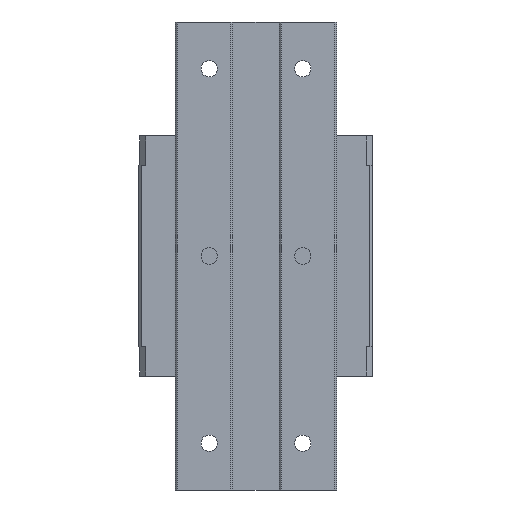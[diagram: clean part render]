
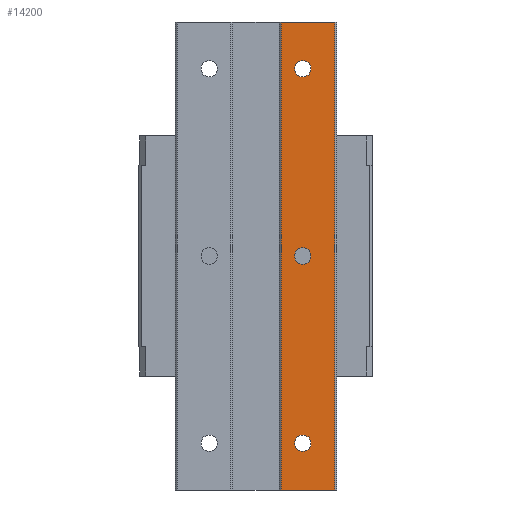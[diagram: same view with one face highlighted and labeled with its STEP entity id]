
A CAD part, front view. The second image highlights one B-rep face of the part: STEP entity #14200.
In plain terms, the highlighted planar face has unit normal (0, -1, 0).
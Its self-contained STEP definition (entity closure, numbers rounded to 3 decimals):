
#12526=DIRECTION('',(1.,0.,0.));
#12527=VECTOR('',#12526,23.);
#12528=CARTESIAN_POINT('',(10.7,-19.,-151.3));
#12529=LINE('',#12528,#12527);
#12872=CARTESIAN_POINT('',(20.,-19.,-131.3));
#12873=DIRECTION('',(0.,-1.,0.));
#12874=DIRECTION('',(-1.,0.,0.));
#12875=AXIS2_PLACEMENT_3D('',#12872,#12873,#12874);
#12877=CARTESIAN_POINT('',(20.,-19.,-131.3));
#12878=DIRECTION('',(0.,-1.,0.));
#12879=DIRECTION('',(1.,0.,0.));
#12880=AXIS2_PLACEMENT_3D('',#12877,#12878,#12879);
#12882=CARTESIAN_POINT('',(20.,-19.,-51.3));
#12883=DIRECTION('',(0.,-1.,0.));
#12884=DIRECTION('',(-1.,0.,0.));
#12885=AXIS2_PLACEMENT_3D('',#12882,#12883,#12884);
#12887=CARTESIAN_POINT('',(20.,-19.,-51.3));
#12888=DIRECTION('',(0.,-1.,0.));
#12889=DIRECTION('',(1.,0.,0.));
#12890=AXIS2_PLACEMENT_3D('',#12887,#12888,#12889);
#12892=CARTESIAN_POINT('',(20.,-19.,28.7));
#12893=DIRECTION('',(0.,-1.,0.));
#12894=DIRECTION('',(-1.,0.,0.));
#12895=AXIS2_PLACEMENT_3D('',#12892,#12893,#12894);
#12897=CARTESIAN_POINT('',(20.,-19.,28.7));
#12898=DIRECTION('',(0.,-1.,0.));
#12899=DIRECTION('',(1.,0.,0.));
#12900=AXIS2_PLACEMENT_3D('',#12897,#12898,#12899);
#12902=DIRECTION('',(0.,0.,-1.));
#12903=VECTOR('',#12902,200.);
#12904=CARTESIAN_POINT('',(33.7,-19.,48.7));
#12905=LINE('',#12904,#12903);
#12906=DIRECTION('',(1.,0.,0.));
#12907=VECTOR('',#12906,23.);
#12908=CARTESIAN_POINT('',(10.7,-19.,48.7));
#12909=LINE('',#12908,#12907);
#13018=DIRECTION('',(0.,0.,-1.));
#13019=VECTOR('',#13018,200.);
#13020=CARTESIAN_POINT('',(10.7,-19.,48.7));
#13021=LINE('',#13020,#13019);
#13360=CARTESIAN_POINT('',(10.7,-19.,-151.3));
#13361=VERTEX_POINT('',#13360);
#13478=CARTESIAN_POINT('',(10.7,-19.,48.7));
#13479=VERTEX_POINT('',#13478);
#13480=CARTESIAN_POINT('',(16.5,-19.,-131.3));
#13481=CARTESIAN_POINT('',(23.5,-19.,-131.3));
#13482=VERTEX_POINT('',#13480);
#13483=VERTEX_POINT('',#13481);
#13484=CARTESIAN_POINT('',(16.5,-19.,-51.3));
#13485=CARTESIAN_POINT('',(23.5,-19.,-51.3));
#13486=VERTEX_POINT('',#13484);
#13487=VERTEX_POINT('',#13485);
#13488=CARTESIAN_POINT('',(16.5,-19.,28.7));
#13489=CARTESIAN_POINT('',(23.5,-19.,28.7));
#13490=VERTEX_POINT('',#13488);
#13491=VERTEX_POINT('',#13489);
#13579=CARTESIAN_POINT('',(33.7,-19.,-151.3));
#13581=VERTEX_POINT('',#13579);
#13582=CARTESIAN_POINT('',(33.7,-19.,48.7));
#13583=VERTEX_POINT('',#13582);
#14169=CARTESIAN_POINT('',(10.7,-19.,-151.3));
#14170=DIRECTION('',(0.,-1.,0.));
#14171=DIRECTION('',(1.,0.,0.));
#14172=AXIS2_PLACEMENT_3D('',#14169,#14170,#14171);
#14173=PLANE('',#14172);
#14174=ORIENTED_EDGE('',*,*,#14161,.T.);
#14175=ORIENTED_EDGE('',*,*,#13601,.F.);
#14177=ORIENTED_EDGE('',*,*,#14176,.F.);
#14179=ORIENTED_EDGE('',*,*,#14178,.T.);
#14180=EDGE_LOOP('',(#14174,#14175,#14177,#14179));
#14181=FACE_OUTER_BOUND('',#14180,.F.);
#14183=ORIENTED_EDGE('',*,*,#14182,.T.);
#14185=ORIENTED_EDGE('',*,*,#14184,.T.);
#14186=EDGE_LOOP('',(#14183,#14185));
#14187=FACE_BOUND('',#14186,.F.);
#14189=ORIENTED_EDGE('',*,*,#14188,.T.);
#14191=ORIENTED_EDGE('',*,*,#14190,.T.);
#14192=EDGE_LOOP('',(#14189,#14191));
#14193=FACE_BOUND('',#14192,.F.);
#14195=ORIENTED_EDGE('',*,*,#14194,.T.);
#14197=ORIENTED_EDGE('',*,*,#14196,.T.);
#14198=EDGE_LOOP('',(#14195,#14197));
#14199=FACE_BOUND('',#14198,.F.);
#14200=ADVANCED_FACE('',(#14181,#14187,#14193,#14199),#14173,.T.);
#12876=CIRCLE('',#12875,3.5);
#12881=CIRCLE('',#12880,3.5);
#12886=CIRCLE('',#12885,3.5);
#12891=CIRCLE('',#12890,3.5);
#12896=CIRCLE('',#12895,3.5);
#12901=CIRCLE('',#12900,3.5);
#13601=EDGE_CURVE('',#13361,#13581,#12529,.T.);
#14161=EDGE_CURVE('',#13583,#13581,#12905,.T.);
#14176=EDGE_CURVE('',#13479,#13361,#13021,.T.);
#14178=EDGE_CURVE('',#13479,#13583,#12909,.T.);
#14182=EDGE_CURVE('',#13482,#13483,#12876,.T.);
#14184=EDGE_CURVE('',#13483,#13482,#12881,.T.);
#14188=EDGE_CURVE('',#13486,#13487,#12886,.T.);
#14190=EDGE_CURVE('',#13487,#13486,#12891,.T.);
#14194=EDGE_CURVE('',#13490,#13491,#12896,.T.);
#14196=EDGE_CURVE('',#13491,#13490,#12901,.T.);
